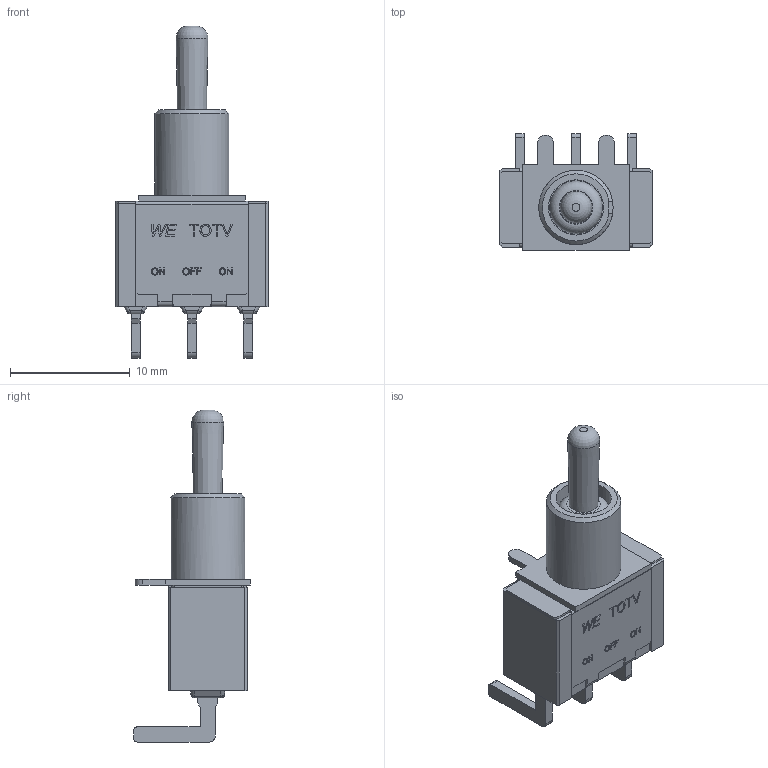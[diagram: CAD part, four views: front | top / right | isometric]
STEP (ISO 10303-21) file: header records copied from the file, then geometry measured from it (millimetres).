
FILE_DESCRIPTION(/* description */ ('Unknown'),/* implementation_level */ '2;1');
FILE_NAME(/* name */ '472123020421',/* time_stamp */ '2023-01-04T08:24:22+01:00',/* author */ ('Unknown'),/* organization */ ('Unknown'),/* preprocessor_version */ 'ST-DEVELOPER v16.7',/* originating_system */ 'Solid Edge',/* authorisation */ 'Unknown');
FILE_SCHEMA (('AUTOMOTIVE_DESIGN {1 0 10303 214 3 1 1}'));
Length unit declared in the file: millimetre
Products named in the file (7): 472123020421; Base; Shielding; Switch; Pin; Glue; Shielding2
Assembly tree (10 placements, depth 2):
  472123020421
    Base
    Shielding
    Switch
    Pin  x3
    Glue  x3
    Shielding2
Bounding box: 12.7 x 9.72 x 27.68 mm (x, y, z)
Volume: 952.1 mm3; surface area: 1623.2 mm2
Topology: 10 solids, 10 shells, 433 faces, 1116 edges, 720 vertices
Faces by surface type: plane 318, cylinder 65, bspline 33, sphere 12, torus 3, cone 2
Full cylindrical faces by diameter (mm): 4.4 x1, 4.6 x1, 6.2 x1
Entity records: 13863 total; most frequent: CARTESIAN_POINT 3792, ORIENTED_EDGE 1820, DIRECTION 1400, EDGE_CURVE 910, VERTEX_POINT 609, LINE 534, VECTOR 534, AXIS2_PLACEMENT_3D 433
